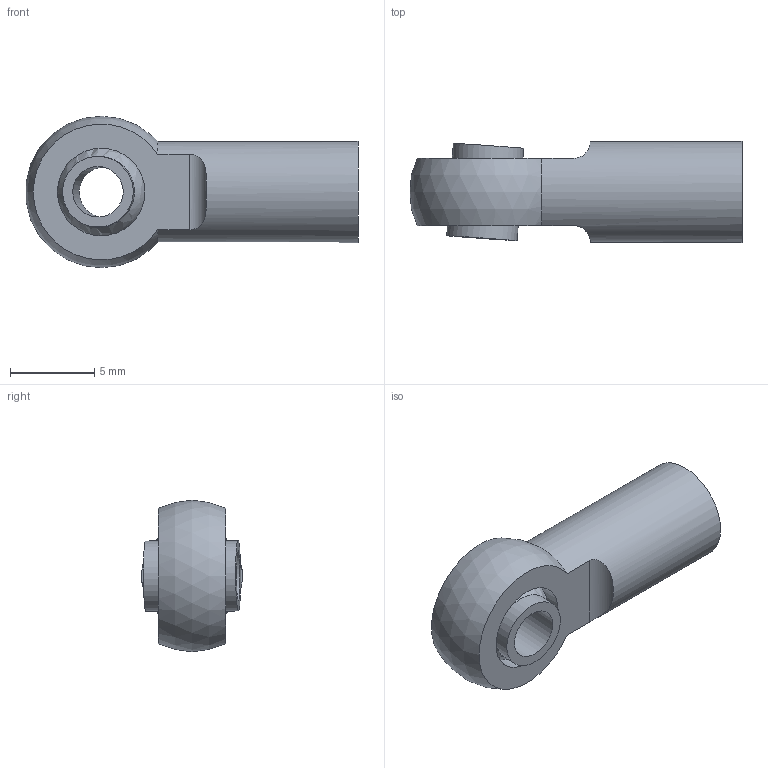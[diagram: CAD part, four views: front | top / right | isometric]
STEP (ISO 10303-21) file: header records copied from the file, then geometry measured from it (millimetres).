
FILE_DESCRIPTION (( 'STEP AP214' ), '1' );
FILE_NAME ('M3_Ball_joint.STEP', '2025-06-15T09:21:08', ( '' ), ( '' ), 'SwSTEP 2.0', 'SolidWorks 2025', '' );
FILE_SCHEMA (( 'AUTOMOTIVE_DESIGN' ));
Length unit declared in the file: millimetre
Products named in the file (3): M3_Ball_joint_1; M3_Ball_joint_2; M3_Ball_joint
Assembly tree (2 placements, depth 2):
  M3_Ball_joint
    M3_Ball_joint_1
    M3_Ball_joint_2
Bounding box: 19.72 x 6 x 9 mm (x, y, z)
Volume: 460.4 mm3; surface area: 700.4 mm2
Topology: 2 solids, 2 shells, 19 faces, 42 edges, 28 vertices
Faces by surface type: cylinder 9, plane 6, sphere 3, cone 1
Full cylindrical faces by diameter (mm): 2.5 x1, 3 x1, 4.2 x2, 5.2 x2, 6 x1
Entity records: 568 total; most frequent: CARTESIAN_POINT 118, DIRECTION 90, ORIENTED_EDGE 52, AXIS2_PLACEMENT_3D 42, EDGE_LOOP 34, FACE_OUTER_BOUND 28, EDGE_CURVE 26, VERTEX_POINT 22
